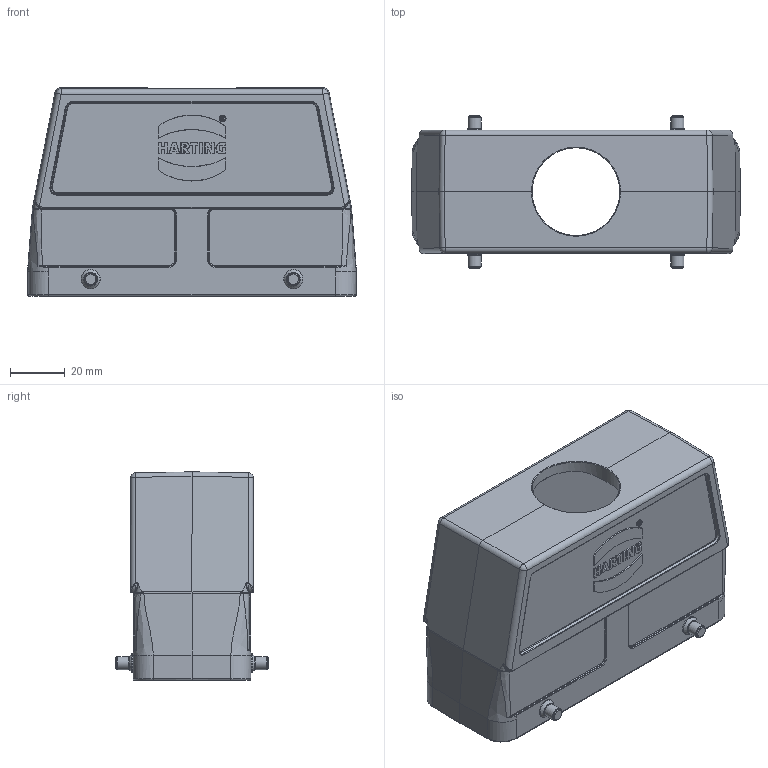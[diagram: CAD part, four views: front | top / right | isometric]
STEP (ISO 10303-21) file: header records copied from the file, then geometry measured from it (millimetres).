
FILE_DESCRIPTION(/* description */ (''),/* implementation_level */ '2;1');
FILE_NAME(/* name */ '100110728ugm000_c.stp',/* time_stamp */ '2017-10-27T13:40:25+02:00',/* author */ (''),/* organization */ (''),/* preprocessor_version */ 'ST-DEVELOPER v16',/* originating_system */ 'SIEMENS PLM Software NX 10.0',/* authorisation */ '');
FILE_SCHEMA (('AUTOMOTIVE_DESIGN { 1 0 10303 214 3 1 1 1 }'));
Length unit declared in the file: millimetre
Products named in the file (1): 100110728ugm000_c
Bounding box: 120 x 55.6 x 76 mm (x, y, z)
Volume: 100428.6 mm3; surface area: 52043.1 mm2
Topology: 1 solids, 1 shells, 541 faces, 1323 edges, 796 vertices
Faces by surface type: plane 174, cylinder 137, bspline 124, torus 58, cone 42, sphere 6
Full cylindrical faces by diameter (mm): 3 x4, 4.8 x4, 7 x4, 32 x1
Entity records: 19466 total; most frequent: CARTESIAN_POINT 6832, ORIENTED_EDGE 2526, DIRECTION 2254, EDGE_CURVE 1263, AXIS2_PLACEMENT_3D 865, VERTEX_POINT 787, EDGE_LOOP 602, ADVANCED_FACE 541
